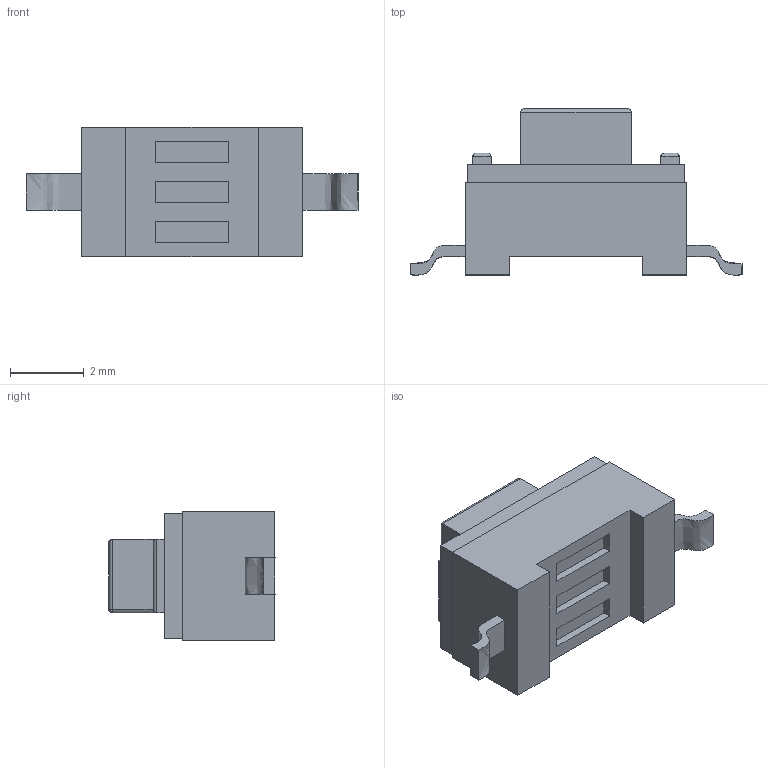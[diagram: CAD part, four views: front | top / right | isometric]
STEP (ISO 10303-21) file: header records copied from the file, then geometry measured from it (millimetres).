
FILE_DESCRIPTION (( 'STEP AP214' ), '1' );
FILE_NAME ('User Library-switch-9.STEP', '2018-05-11T11:56:41', ( '' ), ( '' ), 'SwSTEP 2.0', 'SolidWorks 2018', '' );
FILE_SCHEMA (( 'AUTOMOTIVE_DESIGN' ));
Length unit declared in the file: millimetre
Products named in the file (1): User Library-switch-9
Bounding box: 9 x 4.51 x 3.5 mm (x, y, z)
Volume: 66 mm3; surface area: 127.6 mm2
Topology: 1 solids, 1 shells, 69 faces, 161 edges, 102 vertices
Faces by surface type: plane 51, cylinder 13, bspline 5
Entity records: 2400 total; most frequent: CARTESIAN_POINT 692, ORIENTED_EDGE 320, DIRECTION 275, EDGE_CURVE 160, LINE 137, VECTOR 137, VERTEX_POINT 102, EDGE_LOOP 78
